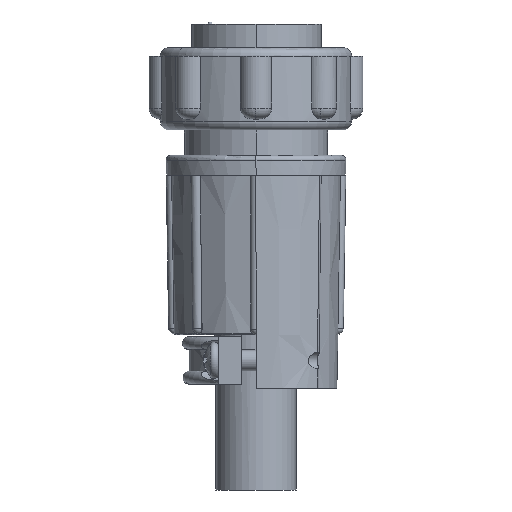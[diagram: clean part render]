
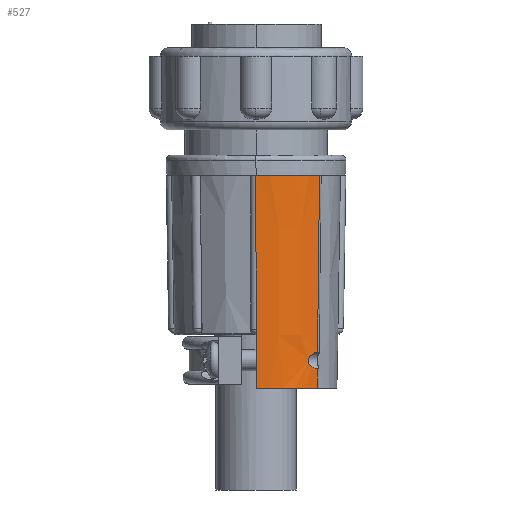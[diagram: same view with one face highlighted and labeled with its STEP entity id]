
A CAD part, left-side view. The second image highlights one B-rep face of the part: STEP entity #527.
In plain terms, the highlighted conical face has half-angle 0.9 degrees and reference radius 12.529 mm.
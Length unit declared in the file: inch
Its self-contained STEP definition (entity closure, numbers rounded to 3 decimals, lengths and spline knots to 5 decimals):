
#9 = CARTESIAN_POINT ( 'NONE',  ( 0., 0., -0.83 ) ) ;
#116 = CARTESIAN_POINT ( 'NONE',  ( 0., 0., -2. ) ) ;
#126 = CARTESIAN_POINT ( 'NONE',  ( -0.37832, -0.29066, -1.86033 ) ) ;
#162 = CARTESIAN_POINT ( 'NONE',  ( -0.34812, -0.32763, -1.80214 ) ) ;
#250 = CARTESIAN_POINT ( 'NONE',  ( -0.3488, -0.3488, -0.83 ) ) ;
#527 = ADVANCED_FACE ( 'NONE', ( #1236 ), #2899, .T. ) ;
#796 = DIRECTION ( 'NONE',  ( 1., 0., 0. ) ) ;
#809 = CARTESIAN_POINT ( 'NONE',  ( -0.38047, -0.28811, -1.84994 ) ) ;
#838 = CARTESIAN_POINT ( 'NONE',  ( -0.33801, -0.33801, -1.8006 ) ) ;
#849 = VERTEX_POINT ( 'NONE', #7949 ) ;
#1077 = EDGE_CURVE ( 'NONE', #2478, #3866, #7217, .T. ) ;
#1151 = DIRECTION ( 'NONE',  ( -0.016, 0., 1. ) ) ;
#1236 = FACE_OUTER_BOUND ( 'NONE', #6836, .T. ) ;
#1302 = VECTOR ( 'NONE', #4112, 39.37008 ) ;
#1424 = CIRCLE ( 'NONE', #5725, 0.47489 ) ;
#1514 = CARTESIAN_POINT ( 'NONE',  ( -0.3801, -0.28888, -1.83907 ) ) ;
#1855 = AXIS2_PLACEMENT_3D ( 'NONE', #9, #7985, #7358 ) ;
#1885 = CARTESIAN_POINT ( 'NONE',  ( -0.3358, -0.3358, -2. ) ) ;
#2207 = CARTESIAN_POINT ( 'NONE',  ( -0.49327, 0., -0.83 ) ) ;
#2228 = CARTESIAN_POINT ( 'NONE',  ( -0.3774, -0.29267, -1.82919 ) ) ;
#2417 = VECTOR ( 'NONE', #3711, 39.37008 ) ;
#2478 = VERTEX_POINT ( 'NONE', #7206 ) ;
#2597 = DIRECTION ( 'NONE',  ( 0., 0., -1. ) ) ;
#2892 = CARTESIAN_POINT ( 'NONE',  ( -0.35648, -0.31653, -1.88643 ) ) ;
#2899 = CONICAL_SURFACE ( 'NONE', #1855, 0.49327, 0.016 ) ;
#2925 = CARTESIAN_POINT ( 'NONE',  ( -0.37308, -0.29836, -1.82094 ) ) ;
#3169 = LINE ( 'NONE', #6735, #8194 ) ;
#3319 = CARTESIAN_POINT ( 'NONE',  ( -0.3488, -0.3488, -0.83 ) ) ;
#3374 = CARTESIAN_POINT ( 'NONE',  ( -0.33801, -0.33801, -1.8006 ) ) ;
#3377 = LINE ( 'NONE', #3319, #1302 ) ;
#3590 = CARTESIAN_POINT ( 'NONE',  ( -0.36914, -0.3019, -1.87656 ) ) ;
#3621 = CARTESIAN_POINT ( 'NONE',  ( -0.36777, -0.30505, -1.81432 ) ) ;
#3711 = DIRECTION ( 'NONE',  ( -0.011, -0.011, 1. ) ) ;
#3866 = VERTEX_POINT ( 'NONE', #3374 ) ;
#3929 = CARTESIAN_POINT ( 'NONE',  ( -0.03, 0., -30.32062 ) ) ;
#4112 = DIRECTION ( 'NONE',  ( -0.011, -0.011, 1. ) ) ;
#4257 = LINE ( 'NONE', #250, #2417 ) ;
#4281 = CARTESIAN_POINT ( 'NONE',  ( -0.37713, -0.29214, -1.86348 ) ) ;
#4311 = CARTESIAN_POINT ( 'NONE',  ( -0.35741, -0.31738, -1.80608 ) ) ;
#4913 = CARTESIAN_POINT ( 'NONE',  ( -0.34215, -0.33186, -1.89123 ) ) ;
#4934 = DIRECTION ( 'NONE',  ( 0., 0., 1. ) ) ;
#4948 = CARTESIAN_POINT ( 'NONE',  ( -0.38, -0.28864, -1.85356 ) ) ;
#4983 = CARTESIAN_POINT ( 'NONE',  ( -0.34315, -0.33287, -1.80094 ) ) ;
#5004 = EDGE_CURVE ( 'NONE', #8018, #5285, #1424, .T. ) ;
#5143 = EDGE_CURVE ( 'NONE', #5285, #2478, #4257, .T. ) ;
#5285 = VERTEX_POINT ( 'NONE', #1885 ) ;
#5286 = EDGE_CURVE ( 'NONE', #7461, #8549, #8593, .T. ) ;
#5319 = ORIENTED_EDGE ( 'NONE', *, *, #5286, .T. ) ;
#5327 = EDGE_CURVE ( 'NONE', #3866, #7461, #3377, .T. ) ;
#5362 = EDGE_CURVE ( 'NONE', #849, #8018, #3169, .T. ) ;
#5500 = ORIENTED_EDGE ( 'NONE', *, *, #5327, .T. ) ;
#5548 = EDGE_CURVE ( 'NONE', #849, #8549, #7347, .T. ) ;
#5620 = CARTESIAN_POINT ( 'NONE',  ( -0.38052, -0.28823, -1.8427 ) ) ;
#5713 = VECTOR ( 'NONE', #1151, 39.37008 ) ;
#5724 = CARTESIAN_POINT ( 'NONE',  ( -0.3488, -0.3488, -0.83 ) ) ;
#5725 = AXIS2_PLACEMENT_3D ( 'NONE', #116, #4934, #796 ) ;
#5747 = AXIS2_PLACEMENT_3D ( 'NONE', #6572, #2597, #7199 ) ;
#5778 = ORIENTED_EDGE ( 'NONE', *, *, #1077, .T. ) ;
#5942 = ORIENTED_EDGE ( 'NONE', *, *, #5143, .T. ) ;
#5990 = ORIENTED_EDGE ( 'NONE', *, *, #5004, .T. ) ;
#6176 = CARTESIAN_POINT ( 'NONE',  ( -0.33701, -0.33701, -1.89146 ) ) ;
#6237 = CARTESIAN_POINT ( 'NONE',  ( -0.37853, -0.29112, -1.8323 ) ) ;
#6572 = CARTESIAN_POINT ( 'NONE',  ( 0., 0., -0.83 ) ) ;
#6703 = CARTESIAN_POINT ( 'NONE',  ( -0.47489, 0., -2. ) ) ;
#6705 = DIRECTION ( 'NONE',  ( 0.016, 0., -1. ) ) ;
#6735 = CARTESIAN_POINT ( 'NONE',  ( -0.49327, 0., -0.83 ) ) ;
#6836 = EDGE_LOOP ( 'NONE', ( #7608, #7361, #5990, #5942, #5778, #5500, #5319 ) ) ;
#6842 = CARTESIAN_POINT ( 'NONE',  ( -0.34707, -0.32674, -1.89016 ) ) ;
#6867 = CARTESIAN_POINT ( 'NONE',  ( -0.37468, -0.29628, -1.82352 ) ) ;
#7199 = DIRECTION ( 'NONE',  ( 1., 0., 0. ) ) ;
#7206 = CARTESIAN_POINT ( 'NONE',  ( -0.33701, -0.33701, -1.89146 ) ) ;
#7217 = B_SPLINE_CURVE_WITH_KNOTS ( 'NONE', 3,
 ( #6176, #4913, #6842, #2892, #7479, #3590, #8137, #4281, #126, #4948, #809, #5620, #1514, #6237, #2228, #6867, #2925, #7509, #3621, #8169, #4311, #162, #4983, #838 ),
 .UNSPECIFIED., .F., .F.,
 ( 4, 2, 2, 2, 2, 2, 2, 2, 2, 2, 2, 4 ),
 ( 0., 0.00055, 0.00109, 0.00164, 0.00191, 0.00219, 0.00246, 0.00273, 0.00301, 0.00328, 0.00383, 0.00437 ),
 .UNSPECIFIED. ) ;
#7347 = LINE ( 'NONE', #3929, #5713 ) ;
#7358 = DIRECTION ( 'NONE',  ( 1., 0., 0. ) ) ;
#7361 = ORIENTED_EDGE ( 'NONE', *, *, #5362, .T. ) ;
#7461 = VERTEX_POINT ( 'NONE', #5724 ) ;
#7479 = CARTESIAN_POINT ( 'NONE',  ( -0.36101, -0.3114, -1.88372 ) ) ;
#7509 = CARTESIAN_POINT ( 'NONE',  ( -0.36964, -0.30273, -1.81636 ) ) ;
#7608 = ORIENTED_EDGE ( 'NONE', *, *, #5548, .F. ) ;
#7949 = CARTESIAN_POINT ( 'NONE',  ( -0.47999, 0., -1.67547 ) ) ;
#7985 = DIRECTION ( 'NONE',  ( 0., 0., 1. ) ) ;
#8018 = VERTEX_POINT ( 'NONE', #6703 ) ;
#8137 = CARTESIAN_POINT ( 'NONE',  ( -0.37286, -0.29738, -1.87203 ) ) ;
#8169 = CARTESIAN_POINT ( 'NONE',  ( -0.36178, -0.31231, -1.80882 ) ) ;
#8194 = VECTOR ( 'NONE', #6705, 39.37008 ) ;
#8549 = VERTEX_POINT ( 'NONE', #2207 ) ;
#8593 = CIRCLE ( 'NONE', #5747, 0.49327 ) ;
